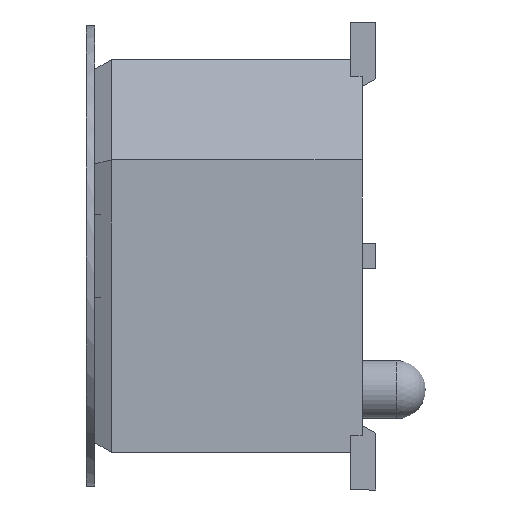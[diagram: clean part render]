
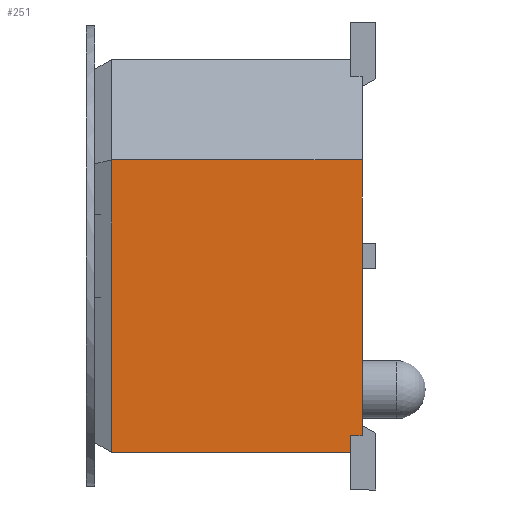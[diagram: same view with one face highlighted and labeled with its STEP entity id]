
A CAD part, left-side view. The second image highlights one B-rep face of the part: STEP entity #251.
In plain terms, the highlighted face is planar.
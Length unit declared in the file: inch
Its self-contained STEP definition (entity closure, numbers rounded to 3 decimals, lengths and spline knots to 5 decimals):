
#251 = ADVANCED_FACE( '', ( #2193 ), #2194, .F. );
#2193 = FACE_OUTER_BOUND( '', #6032, .T. );
#2194 = PLANE( '', #6033 );
#6032 = EDGE_LOOP( '', ( #10496, #10497, #10498, #10499, #10500, #10501 ) );
#6033 = AXIS2_PLACEMENT_3D( '', #10502, #10503, #10504 );
#10496 = ORIENTED_EDGE( '', *, *, #27524, .F. );
#10497 = ORIENTED_EDGE( '', *, *, #27226, .T. );
#10498 = ORIENTED_EDGE( '', *, *, #27533, .F. );
#10499 = ORIENTED_EDGE( '', *, *, #27534, .F. );
#10500 = ORIENTED_EDGE( '', *, *, #27531, .T. );
#10501 = ORIENTED_EDGE( '', *, *, #27521, .F. );
#10502 = CARTESIAN_POINT( '', ( 0.7875, 0.15, 0.1175 ) );
#10503 = DIRECTION( '', ( -1., 0., 0. ) );
#10504 = DIRECTION( '', ( 0., 0., 1. ) );
#27226 = EDGE_CURVE( '', #33190, #33188, #33191, .T. );
#27521 = EDGE_CURVE( '', #33767, #33769, #33770, .T. );
#27524 = EDGE_CURVE( '', #33190, #33767, #33773, .T. );
#27531 = EDGE_CURVE( '', #33783, #33769, #33784, .T. );
#27533 = EDGE_CURVE( '', #33786, #33188, #33787, .T. );
#27534 = EDGE_CURVE( '', #33783, #33786, #33788, .T. );
#33188 = VERTEX_POINT( '', #42938 );
#33190 = VERTEX_POINT( '', #42941 );
#33191 = LINE( '', #42942, #42943 );
#33767 = VERTEX_POINT( '', #43810 );
#33769 = VERTEX_POINT( '', #43813 );
#33770 = LINE( '', #43814, #43815 );
#33773 = LINE( '', #43820, #43821 );
#33783 = VERTEX_POINT( '', #43837 );
#33784 = LINE( '', #43838, #43839 );
#33786 = VERTEX_POINT( '', #43842 );
#33787 = LINE( '', #43843, #43844 );
#33788 = LINE( '', #43845, #43846 );
#42938 = CARTESIAN_POINT( '', ( 0.7875, 0., -0.0575 ) );
#42941 = CARTESIAN_POINT( '', ( 0.7875, 0., 0.1075 ) );
#42942 = CARTESIAN_POINT( '', ( 0.7875, 0., 0.1175 ) );
#42943 = VECTOR( '', #57457, 39.37008 );
#43810 = CARTESIAN_POINT( '', ( 0.7875, 0.007, 0.1075 ) );
#43813 = CARTESIAN_POINT( '', ( 0.7875, 0.007, 0.1175 ) );
#43814 = CARTESIAN_POINT( '', ( 0.7875, 0.007, 0.1175 ) );
#43815 = VECTOR( '', #57756, 39.37008 );
#43820 = CARTESIAN_POINT( '', ( 0.7875, 0.15, 0.1075 ) );
#43821 = VECTOR( '', #57759, 39.37008 );
#43837 = CARTESIAN_POINT( '', ( 0.7875, 0.15, 0.1175 ) );
#43838 = CARTESIAN_POINT( '', ( 0.7875, 0.15, 0.1175 ) );
#43839 = VECTOR( '', #57766, 39.37008 );
#43842 = CARTESIAN_POINT( '', ( 0.7875, 0.15, -0.0575 ) );
#43843 = CARTESIAN_POINT( '', ( 0.7875, 0.15, -0.0575 ) );
#43844 = VECTOR( '', #57768, 39.37008 );
#43845 = CARTESIAN_POINT( '', ( 0.7875, 0.15, 0.1175 ) );
#43846 = VECTOR( '', #57769, 39.37008 );
#57457 = DIRECTION( '', ( 0., 0., -1. ) );
#57756 = DIRECTION( '', ( 0., 0., 1. ) );
#57759 = DIRECTION( '', ( 0., 1., 0. ) );
#57766 = DIRECTION( '', ( 0., -1., 0. ) );
#57768 = DIRECTION( '', ( 0., -1., 0. ) );
#57769 = DIRECTION( '', ( 0., 0., -1. ) );
